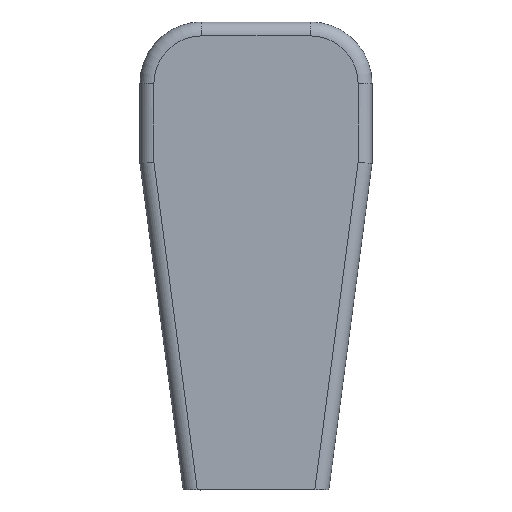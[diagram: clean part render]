
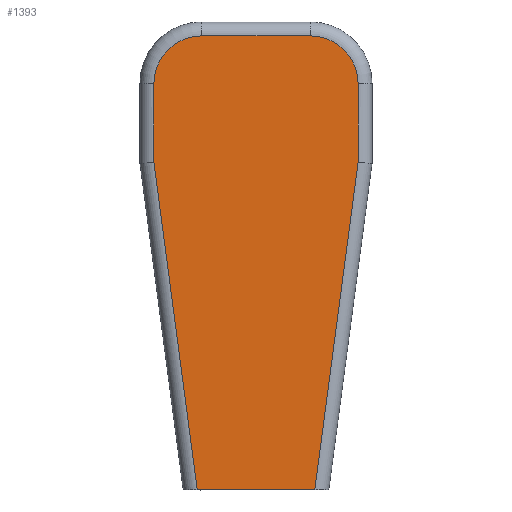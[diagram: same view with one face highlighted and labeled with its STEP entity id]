
A CAD part, top view. The second image highlights one B-rep face of the part: STEP entity #1393.
In plain terms, the highlighted planar face has unit normal (0, 0, 1).
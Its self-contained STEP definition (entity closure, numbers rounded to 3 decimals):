
#108=CARTESIAN_POINT('',(7.601,-35.057,3.0));
#109=VERTEX_POINT('',#108);
#117=CARTESIAN_POINT('',(-7.601,-35.057,3.0));
#118=VERTEX_POINT('',#117);
#119=CARTESIAN_POINT('',(-7.601,-35.057,3.0));
#120=DIRECTION('',(1.0,0.,0.0));
#121=VECTOR('',#120,15.203);
#122=LINE('',#119,#121);
#123=EDGE_CURVE('',#118,#109,#122,.T.);
#222=CARTESIAN_POINT('',(13.2,7.28,3.0));
#223=VERTEX_POINT('',#222);
#231=CARTESIAN_POINT('',(7.601,-35.043,3.0));
#232=VERTEX_POINT('',#231);
#233=CARTESIAN_POINT('',(13.2,7.28,3.0));
#234=DIRECTION('',(-0.131,-0.991,0.0));
#235=VECTOR('',#234,42.691);
#236=LINE('',#233,#235);
#237=EDGE_CURVE('',#223,#232,#236,.T.);
#843=CARTESIAN_POINT('',(-7.601,-35.043,3.0));
#844=VERTEX_POINT('',#843);
#845=CARTESIAN_POINT('',(0.,-35.155,3.0));
#846=DIRECTION('',(0.0,0.0,-1.0));
#847=DIRECTION('',(0.,-1.0,0.0));
#848=AXIS2_PLACEMENT_3D('',#845,#846,#847);
#849=CIRCLE('',#848,7.602);
#850=EDGE_CURVE('',#118,#844,#849,.T.);
#1117=CARTESIAN_POINT('',(13.2,17.486,3.0));
#1118=VERTEX_POINT('',#1117);
#1126=CARTESIAN_POINT('',(13.2,17.486,3.0));
#1127=DIRECTION('',(0.,-1.0,0.0));
#1128=VECTOR('',#1127,10.207);
#1129=LINE('',#1126,#1128);
#1130=EDGE_CURVE('',#1118,#223,#1129,.T.);
#1143=CARTESIAN_POINT('',(0.,-35.155,3.0));
#1144=DIRECTION('',(0.0,0.0,-1.0));
#1145=DIRECTION('',(0.,-1.0,0.0));
#1146=AXIS2_PLACEMENT_3D('',#1143,#1144,#1145);
#1147=CIRCLE('',#1146,7.602);
#1148=EDGE_CURVE('',#232,#109,#1147,.T.);
#1160=CARTESIAN_POINT('',(-13.2,7.28,3.0));
#1161=VERTEX_POINT('',#1160);
#1162=CARTESIAN_POINT('',(-7.601,-35.043,3.0));
#1163=DIRECTION('',(-0.131,0.991,0.0));
#1164=VECTOR('',#1163,42.691);
#1165=LINE('',#1162,#1164);
#1166=EDGE_CURVE('',#844,#1161,#1165,.T.);
#1193=CARTESIAN_POINT('',(7.043,23.643,3.0));
#1194=VERTEX_POINT('',#1193);
#1202=CARTESIAN_POINT('',(7.043,17.486,3.0));
#1203=DIRECTION('',(0.0,0.0,-1.0));
#1204=DIRECTION('',(0.707,0.707,0.0));
#1205=AXIS2_PLACEMENT_3D('',#1202,#1203,#1204);
#1206=CIRCLE('',#1205,6.157);
#1207=EDGE_CURVE('',#1194,#1118,#1206,.T.);
#1227=CARTESIAN_POINT('',(-7.043,23.643,3.0));
#1228=VERTEX_POINT('',#1227);
#1236=CARTESIAN_POINT('',(-7.043,23.643,3.0));
#1237=DIRECTION('',(1.0,0.0,0.0));
#1238=VECTOR('',#1237,14.087);
#1239=LINE('',#1236,#1238);
#1240=EDGE_CURVE('',#1228,#1194,#1239,.T.);
#1259=CARTESIAN_POINT('',(-13.2,17.486,3.0));
#1260=VERTEX_POINT('',#1259);
#1268=CARTESIAN_POINT('',(-7.043,17.486,3.0));
#1269=DIRECTION('',(0.0,0.0,-1.0));
#1270=DIRECTION('',(-0.707,0.707,0.0));
#1271=AXIS2_PLACEMENT_3D('',#1268,#1269,#1270);
#1272=CIRCLE('',#1271,6.157);
#1273=EDGE_CURVE('',#1260,#1228,#1272,.T.);
#1291=CARTESIAN_POINT('',(-13.2,7.28,3.0));
#1292=DIRECTION('',(0.,1.0,0.0));
#1293=VECTOR('',#1292,10.207);
#1294=LINE('',#1291,#1293);
#1295=EDGE_CURVE('',#1161,#1260,#1294,.T.);
#1376=CARTESIAN_POINT('',(0.,-6.649,3.0));
#1377=DIRECTION('',(0.0,0.0,1.0));
#1378=DIRECTION('',(1.0,0.0,0.0));
#1379=AXIS2_PLACEMENT_3D('',#1376,#1377,#1378);
#1380=PLANE('',#1379);
#1381=ORIENTED_EDGE('',*,*,#123,.T.);
#1382=ORIENTED_EDGE('',*,*,#1148,.F.);
#1383=ORIENTED_EDGE('',*,*,#237,.F.);
#1384=ORIENTED_EDGE('',*,*,#1130,.F.);
#1385=ORIENTED_EDGE('',*,*,#1207,.F.);
#1386=ORIENTED_EDGE('',*,*,#1240,.F.);
#1387=ORIENTED_EDGE('',*,*,#1273,.F.);
#1388=ORIENTED_EDGE('',*,*,#1295,.F.);
#1389=ORIENTED_EDGE('',*,*,#1166,.F.);
#1390=ORIENTED_EDGE('',*,*,#850,.F.);
#1391=EDGE_LOOP('',(#1381,#1382,#1383,#1384,#1385,#1386,#1387,#1388,#1389,#1390));
#1392=FACE_OUTER_BOUND('',#1391,.T.);
#1393=ADVANCED_FACE('',(#1392),#1380,.T.);
